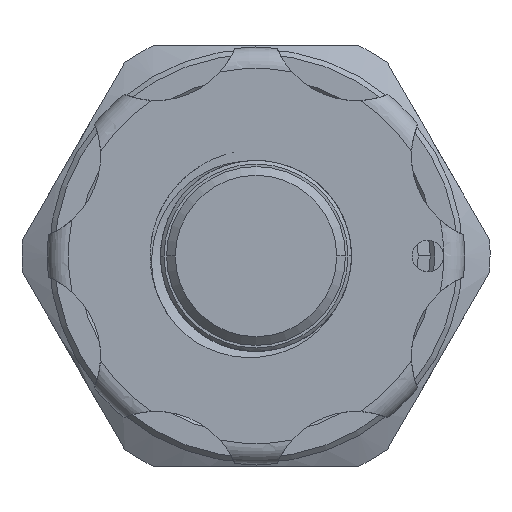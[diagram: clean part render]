
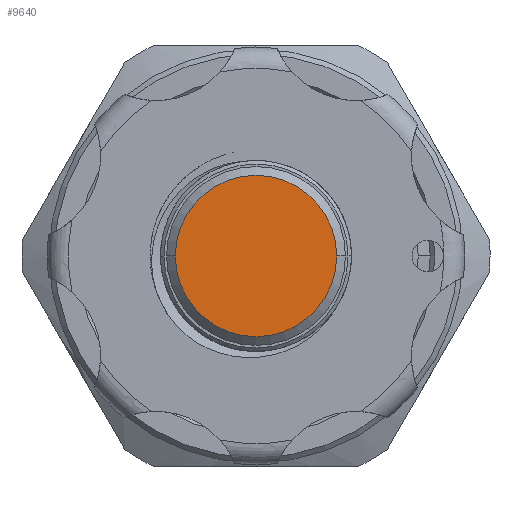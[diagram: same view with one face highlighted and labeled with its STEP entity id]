
A CAD part, left-side view. The second image highlights one B-rep face of the part: STEP entity #9640.
In plain terms, the highlighted planar face has unit normal (-1, 0, 0).
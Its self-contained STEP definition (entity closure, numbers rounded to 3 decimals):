
#351 = AXIS2_PLACEMENT_3D ( 'NONE', #3263, #3268, #3269 ) ;
#440 = AXIS2_PLACEMENT_3D ( 'NONE', #4119, #4120, #4121 ) ;
#535 = AXIS2_PLACEMENT_3D ( 'NONE', #6901, #6902, #6903 ) ;
#3263 = CARTESIAN_POINT ( 'NONE',  ( -53.854, 0., -5.1 ) ) ;
#3265 = PLANE ( 'NONE',  #351 ) ;
#3268 = DIRECTION ( 'NONE',  ( 1., 0., 0. ) ) ;
#3269 = DIRECTION ( 'NONE',  ( 0., -1., 0. ) ) ;
#4119 = CARTESIAN_POINT ( 'NONE',  ( -53.854, 0., 0. ) ) ;
#4120 = DIRECTION ( 'NONE',  ( -1., 0., 0. ) ) ;
#4121 = DIRECTION ( 'NONE',  ( 0., -1., 0. ) ) ;
#4423 = CIRCLE ( 'NONE', #440, 4.6 ) ;
#4616 = CIRCLE ( 'NONE', #535, 4.6 ) ;
#5183 = ORIENTED_EDGE ( 'NONE', *, *, #9850, .T. ) ;
#5184 = ORIENTED_EDGE ( 'NONE', *, *, #10052, .T. ) ;
#6316 = FACE_OUTER_BOUND ( 'NONE', #10750, .T. ) ;
#6901 = CARTESIAN_POINT ( 'NONE',  ( -53.854, 0., 0. ) ) ;
#6902 = DIRECTION ( 'NONE',  ( -1., 0., 0. ) ) ;
#6903 = DIRECTION ( 'NONE',  ( 0., -1., 0. ) ) ;
#8206 = CARTESIAN_POINT ( 'NONE',  ( -53.854, -4.6, 0. ) ) ;
#8229 = CARTESIAN_POINT ( 'NONE',  ( -53.854, 4.6, 0. ) ) ;
#9640 = ADVANCED_FACE ( 'NONE', ( #6316 ), #3265, .F. ) ;
#9850 = EDGE_CURVE ( 'NONE', #10312, #10555, #4423, .T. ) ;
#10052 = EDGE_CURVE ( 'NONE', #10555, #10312, #4616, .T. ) ;
#10312 = VERTEX_POINT ( 'NONE', #8206 ) ;
#10555 = VERTEX_POINT ( 'NONE', #8229 ) ;
#10750 = EDGE_LOOP ( 'NONE', ( #5183, #5184 ) ) ;
